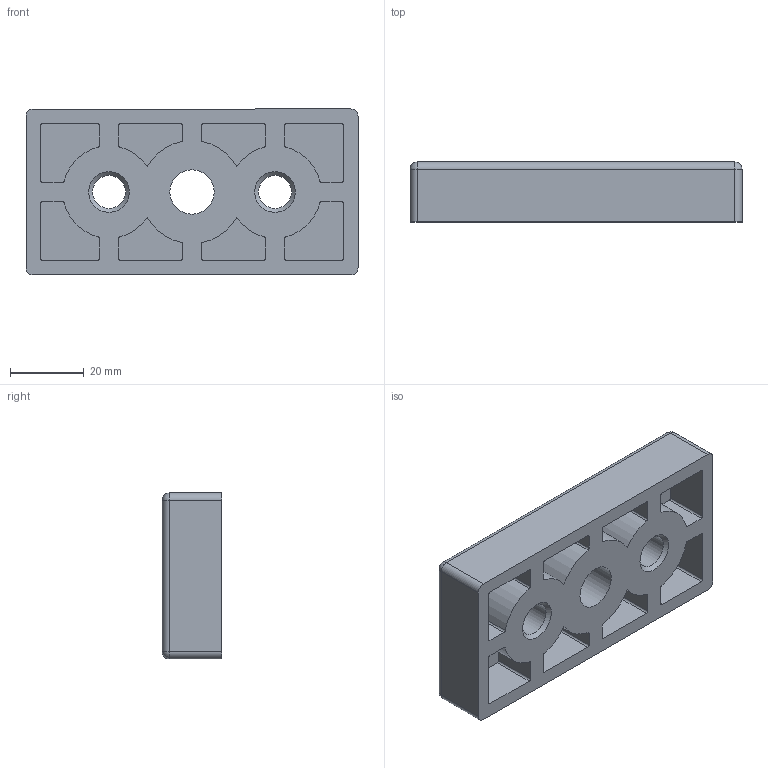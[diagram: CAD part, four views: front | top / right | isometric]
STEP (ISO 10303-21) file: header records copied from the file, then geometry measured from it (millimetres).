
FILE_DESCRIPTION((''),'2;1');
FILE_NAME('AR3092.stp','2016-10-17T10:28:41',('Envy'),(''),'Autodesk Inventor 2013','Autodesk Inventor 2013','');
FILE_SCHEMA(('AUTOMOTIVE_DESIGN { 1 0 10303 214 1 1 1 1 }'));
Length unit declared in the file: millimetre
Products named in the file (1): AR3092
Bounding box: 90 x 16.2 x 45 mm (x, y, z)
Volume: 43534.8 mm3; surface area: 18749.1 mm2
Topology: 1 solids, 1 shells, 114 faces, 289 edges, 187 vertices
Faces by surface type: cylinder 61, plane 44, cone 5, sphere 4
Full cylindrical faces by diameter (mm): 9 x2, 12 x1, 15.3 x2
Entity records: 3452 total; most frequent: DIRECTION 636, CARTESIAN_POINT 581, ORIENTED_EDGE 558, EDGE_CURVE 279, AXIS2_PLACEMENT_3D 242, VERTEX_POINT 187, VECTOR 152, LINE 152
